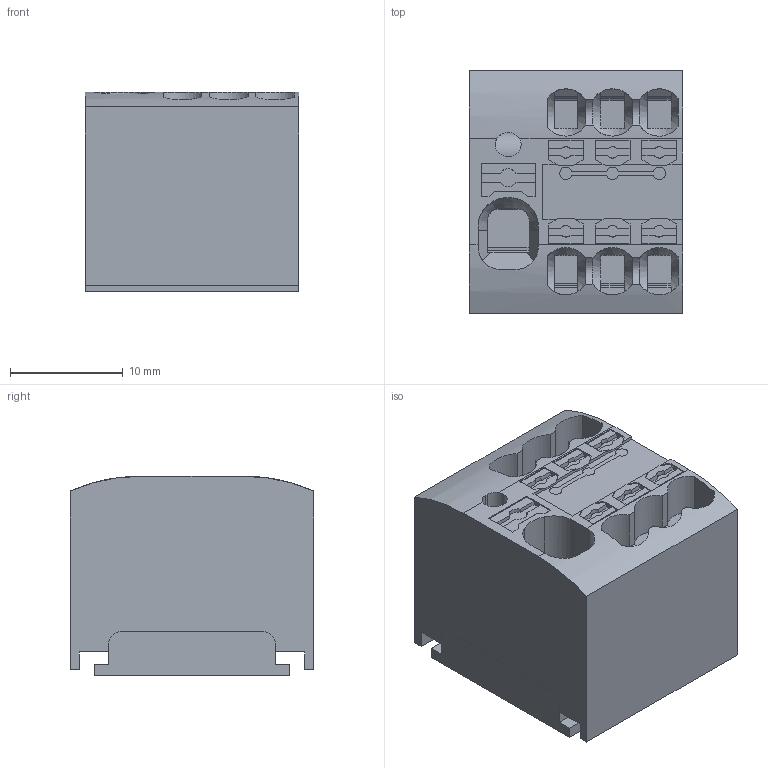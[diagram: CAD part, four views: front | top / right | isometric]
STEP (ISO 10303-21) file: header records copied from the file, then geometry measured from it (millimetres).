
FILE_DESCRIPTION(('Creo Elements/Direct Modeling STEP Export'),'2;1');
FILE_NAME('model.stp','2021-10-12T16:23:18',(''),(''),'Creo Elements/Direct Modeling STEP processor for AP214 (Solid Model)','Creo Elements/Direct Modeling 20.1D 10-Oct-2020 (C) Parametric Technology GmbH','');
FILE_SCHEMA(('AUTOMOTIVE_DESIGN { 1 0 10303 214 1 1 1 1 }'));
Length unit declared in the file: millimetre
Products named in the file (2): PTFIX_4_6X1.5_G_GY-select
Assembly tree (1 placements, depth 2):
  PTFIX_4_6X1.5_G_GY-select
    PTFIX_4_6X1.5_G_GY-select
Bounding box: 18.95 x 21.6 x 17.7 mm (x, y, z)
Volume: 5930 mm3; surface area: 3508.6 mm2
Topology: 1 solids, 1 shells, 280 faces, 829 edges, 555 vertices
Faces by surface type: plane 231, cylinder 26, cone 19, extrusion 4
Entity records: 19950 total; most frequent: CARTESIAN_POINT 10304, ORIENTED_EDGE 1658, DIRECTION 1272, EDGE_CURVE 829, VECTOR 574, LINE 570, VERTEX_POINT 555, AXIS2_PLACEMENT_3D 349
